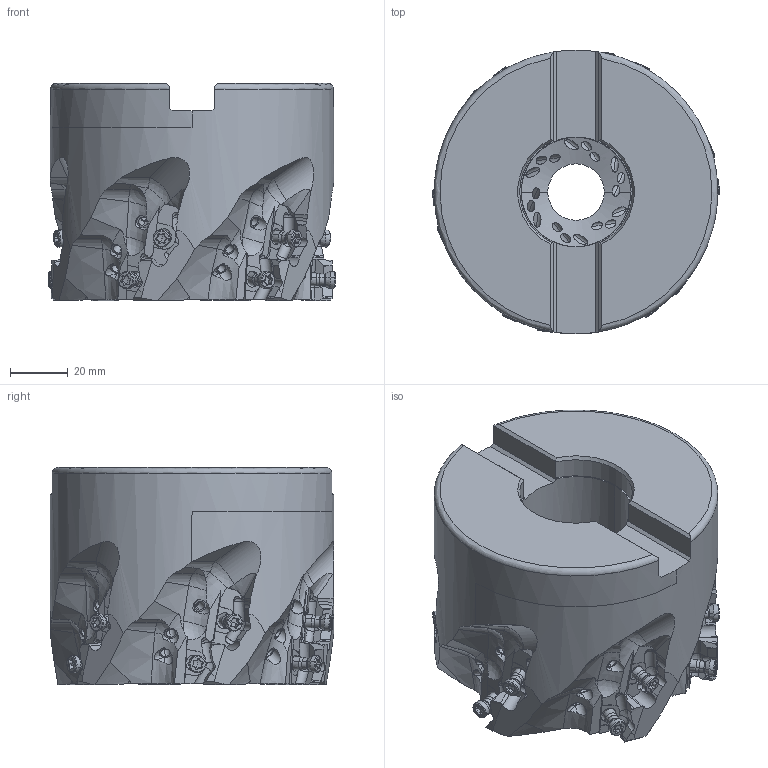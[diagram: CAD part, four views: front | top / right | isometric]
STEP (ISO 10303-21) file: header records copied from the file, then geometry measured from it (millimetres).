
FILE_DESCRIPTION((''),'2;1');
FILE_NAME('VFX6UR0406EA12_ASM','2021-08-26T16:20:06',('tlyw01'),('PTC Japan'),'CREO PARAMETRIC BY PTC INC, 2018500','CREO PARAMETRIC BY PTC INC, 2018500','');
FILE_SCHEMA(('AUTOMOTIVE_DESIGN { 1 0 10303 214 1 1 1 1 }'));
Products named in the file (14): VFX6UR0406EA12_1; VFX6UR0406EA12_2; VFX6UR0406EA12_3; VFX6UR0406EA12_4; VFX6UR0406EA12_5; VFX6UR0406EA12_6; VFX6UR0406EA12_7; VFX6UR0406EA12_8; VFX6UR0406EA12_9; VFX6UR0406EA12_10; VFX6UR0406EA12_11; VFX6UR0406EA12_12; VFX6UR0406EA12_13; VFX6UR0406EA12_ASM
Assembly tree (13 placements, depth 2):
  VFX6UR0406EA12_ASM
    VFX6UR0406EA12_1
    VFX6UR0406EA12_2
    VFX6UR0406EA12_3
    VFX6UR0406EA12_4
    VFX6UR0406EA12_5
    VFX6UR0406EA12_6
    VFX6UR0406EA12_7
    VFX6UR0406EA12_8
    VFX6UR0406EA12_9
    VFX6UR0406EA12_10
    VFX6UR0406EA12_11
    VFX6UR0406EA12_12
    VFX6UR0406EA12_13
Bounding box: 99.53 x 98.2 x 75.2 mm (x, y, z)
Volume: 412081.6 mm3; surface area: 56769.2 mm2
Topology: 13 solids, 13 shells, 1312 faces, 3745 edges, 2427 vertices
Faces by surface type: cylinder 552, plane 344, cone 176, bspline 78, sphere 72, extrusion 54, torus 36
Entity records: 75749 total; most frequent: CARTESIAN_POINT 31776, ORIENTED_EDGE 7370, DIRECTION 5834, PRESENTATION_STYLE_ASSIGNMENT 3713, STYLED_ITEM 3713, CURVE_STYLE 3700, EDGE_CURVE 3685, VERTEX_POINT 2427
